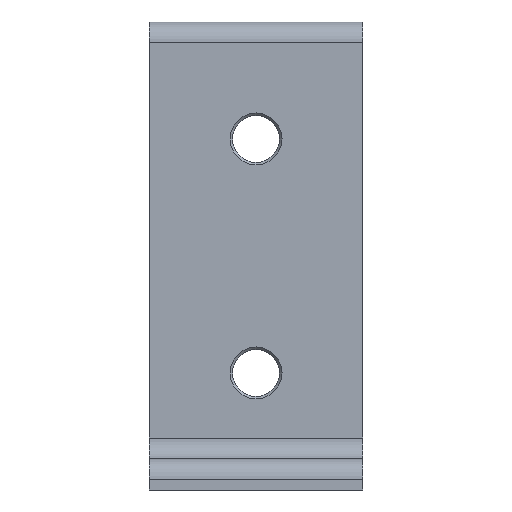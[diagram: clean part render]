
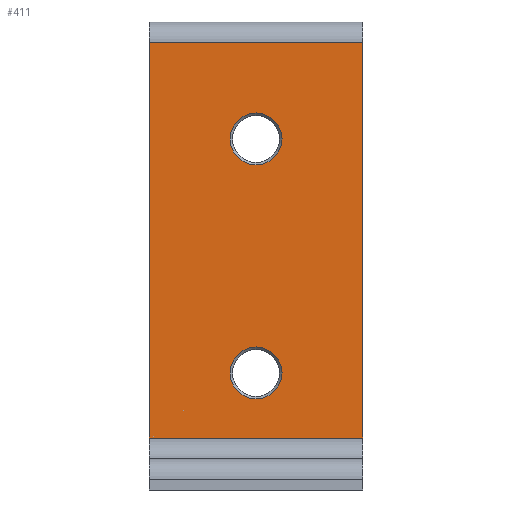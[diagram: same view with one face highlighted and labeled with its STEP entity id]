
A CAD part, front view. The second image highlights one B-rep face of the part: STEP entity #411.
In plain terms, the highlighted planar face has unit normal (0, -1, 0).
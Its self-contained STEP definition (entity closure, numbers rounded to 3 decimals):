
#32=FACE_BOUND('',#94,.T.);
#33=FACE_BOUND('',#95,.T.);
#43=CIRCLE('',#453,5.);
#44=CIRCLE('',#455,5.);
#68=FACE_OUTER_BOUND('',#93,.T.);
#93=EDGE_LOOP('',(#301,#302,#303,#304));
#94=EDGE_LOOP('',(#305));
#95=EDGE_LOOP('',(#306));
#125=LINE('',#657,#158);
#126=LINE('',#659,#159);
#127=LINE('',#661,#160);
#128=LINE('',#662,#161);
#158=VECTOR('',#524,1000.);
#159=VECTOR('',#525,1000.);
#160=VECTOR('',#526,1000.);
#161=VECTOR('',#527,1000.);
#193=VERTEX_POINT('',#651);
#194=VERTEX_POINT('',#655);
#195=VERTEX_POINT('',#656);
#196=VERTEX_POINT('',#658);
#197=VERTEX_POINT('',#660);
#198=VERTEX_POINT('',#663);
#234=EDGE_CURVE('',#193,#193,#43,.T.);
#235=EDGE_CURVE('',#194,#195,#125,.T.);
#236=EDGE_CURVE('',#196,#195,#126,.T.);
#237=EDGE_CURVE('',#197,#196,#127,.T.);
#238=EDGE_CURVE('',#197,#194,#128,.T.);
#239=EDGE_CURVE('',#198,#198,#44,.T.);
#301=ORIENTED_EDGE('',*,*,#235,.T.);
#302=ORIENTED_EDGE('',*,*,#236,.F.);
#303=ORIENTED_EDGE('',*,*,#237,.F.);
#304=ORIENTED_EDGE('',*,*,#238,.T.);
#305=ORIENTED_EDGE('',*,*,#239,.T.);
#306=ORIENTED_EDGE('',*,*,#234,.T.);
#400=PLANE('',#454);
#411=ADVANCED_FACE('',(#68,#32,#33),#400,.F.);
#453=AXIS2_PLACEMENT_3D('',#653,#520,#521);
#454=AXIS2_PLACEMENT_3D('',#654,#522,#523);
#455=AXIS2_PLACEMENT_3D('',#664,#528,#529);
#520=DIRECTION('center_axis',(0.,1.,0.));
#521=DIRECTION('ref_axis',(0.,0.,-1.));
#522=DIRECTION('center_axis',(0.,1.,0.));
#523=DIRECTION('ref_axis',(0.,0.,-1.));
#524=DIRECTION('',(0.,0.,1.));
#525=DIRECTION('',(1.,0.,0.));
#526=DIRECTION('',(0.,0.,1.));
#527=DIRECTION('',(1.,0.,0.));
#528=DIRECTION('center_axis',(0.,1.,0.));
#529=DIRECTION('ref_axis',(0.,0.,-1.));
#651=CARTESIAN_POINT('',(20.5,129.,17.5));
#653=CARTESIAN_POINT('Origin',(20.5,129.,22.5));
#654=CARTESIAN_POINT('Origin',(0.,129.,10.));
#655=CARTESIAN_POINT('',(41.,129.,10.));
#656=CARTESIAN_POINT('',(41.,129.,86.));
#657=CARTESIAN_POINT('',(41.,129.,10.));
#658=CARTESIAN_POINT('',(0.,129.,86.));
#659=CARTESIAN_POINT('',(0.,129.,86.));
#660=CARTESIAN_POINT('',(0.,129.,10.));
#661=CARTESIAN_POINT('',(0.,129.,10.));
#662=CARTESIAN_POINT('',(0.,129.,10.));
#663=CARTESIAN_POINT('',(20.5,129.,62.5));
#664=CARTESIAN_POINT('Origin',(20.5,129.,67.5));
